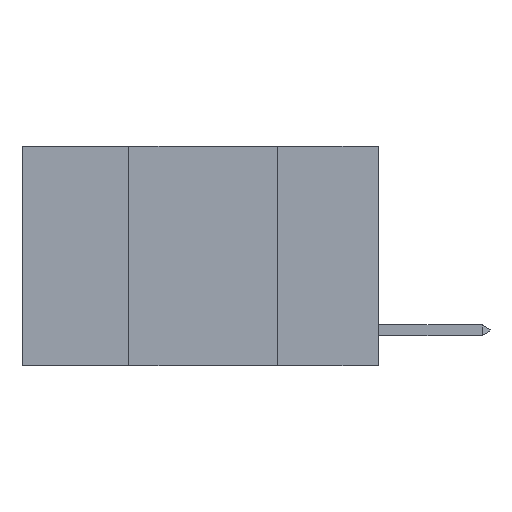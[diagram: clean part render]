
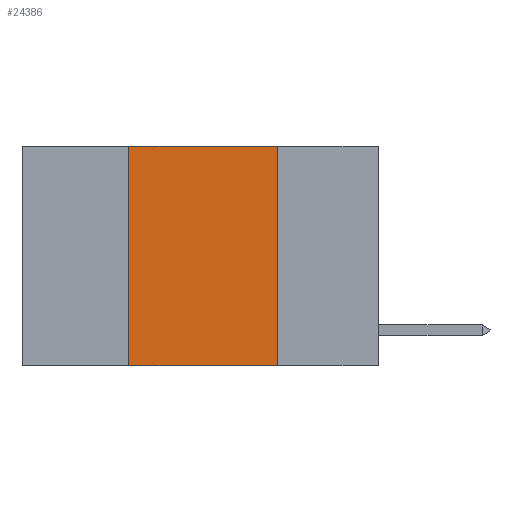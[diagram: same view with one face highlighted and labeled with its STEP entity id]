
A CAD part, left-side view. The second image highlights one B-rep face of the part: STEP entity #24386.
In plain terms, the highlighted planar face has unit normal (-1, 0, 0).
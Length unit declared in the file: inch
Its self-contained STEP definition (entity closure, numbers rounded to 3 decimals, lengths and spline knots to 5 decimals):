
#73 = VECTOR ( 'NONE', #19414, 39.37008 ) ;
#710 = VECTOR ( 'NONE', #11432, 39.37008 ) ;
#738 = ORIENTED_EDGE ( 'NONE', *, *, #17402, .F. ) ;
#740 = VERTEX_POINT ( 'NONE', #12623 ) ;
#1515 = VECTOR ( 'NONE', #21772, 39.37008 ) ;
#2958 = DIRECTION ( 'NONE',  ( 0., 0., -1. ) ) ;
#4897 = LINE ( 'NONE', #7071, #710 ) ;
#5617 = ORIENTED_EDGE ( 'NONE', *, *, #16085, .T. ) ;
#5753 = CARTESIAN_POINT ( 'NONE',  ( 0., 0.6, 0. ) ) ;
#5954 = ORIENTED_EDGE ( 'NONE', *, *, #22884, .F. ) ;
#6621 = LINE ( 'NONE', #15356, #73 ) ;
#7071 = CARTESIAN_POINT ( 'NONE',  ( 0., 0.42, 0. ) ) ;
#9363 = VECTOR ( 'NONE', #2958, 39.37008 ) ;
#9536 = FACE_OUTER_BOUND ( 'NONE', #11305, .T. ) ;
#9958 = DIRECTION ( 'NONE',  ( 0., 0., -1. ) ) ;
#11305 = EDGE_LOOP ( 'NONE', ( #24457, #738, #5954, #5617 ) ) ;
#11432 = DIRECTION ( 'NONE',  ( 0., 0., 1. ) ) ;
#12623 = CARTESIAN_POINT ( 'NONE',  ( 0., 0.17, -0.37 ) ) ;
#14011 = CARTESIAN_POINT ( 'NONE',  ( 0., 0.17, 0. ) ) ;
#14943 = VERTEX_POINT ( 'NONE', #19843 ) ;
#15356 = CARTESIAN_POINT ( 'NONE',  ( 0., 0.6, -0.37 ) ) ;
#15827 = VERTEX_POINT ( 'NONE', #25221 ) ;
#16085 = EDGE_CURVE ( 'NONE', #14943, #740, #6621, .T. ) ;
#16991 = LINE ( 'NONE', #26256, #1515 ) ;
#17402 = EDGE_CURVE ( 'NONE', #27191, #15827, #16991, .T. ) ;
#17613 = AXIS2_PLACEMENT_3D ( 'NONE', #5753, #27530, #9958 ) ;
#18735 = EDGE_CURVE ( 'NONE', #15827, #740, #24759, .T. ) ;
#19414 = DIRECTION ( 'NONE',  ( 0., -1., 0. ) ) ;
#19843 = CARTESIAN_POINT ( 'NONE',  ( 0., 0.42, -0.37 ) ) ;
#21008 = PLANE ( 'NONE',  #17613 ) ;
#21772 = DIRECTION ( 'NONE',  ( 0., -1., 0. ) ) ;
#22884 = EDGE_CURVE ( 'NONE', #14943, #27191, #4897, .T. ) ;
#24386 = ADVANCED_FACE ( 'NONE', ( #9536 ), #21008, .F. ) ;
#24457 = ORIENTED_EDGE ( 'NONE', *, *, #18735, .F. ) ;
#24491 = CARTESIAN_POINT ( 'NONE',  ( 0., 0.42, 0. ) ) ;
#24759 = LINE ( 'NONE', #14011, #9363 ) ;
#25221 = CARTESIAN_POINT ( 'NONE',  ( 0., 0.17, 0. ) ) ;
#26256 = CARTESIAN_POINT ( 'NONE',  ( 0., 0.6, 0. ) ) ;
#27191 = VERTEX_POINT ( 'NONE', #24491 ) ;
#27530 = DIRECTION ( 'NONE',  ( 1., 0., 0. ) ) ;
